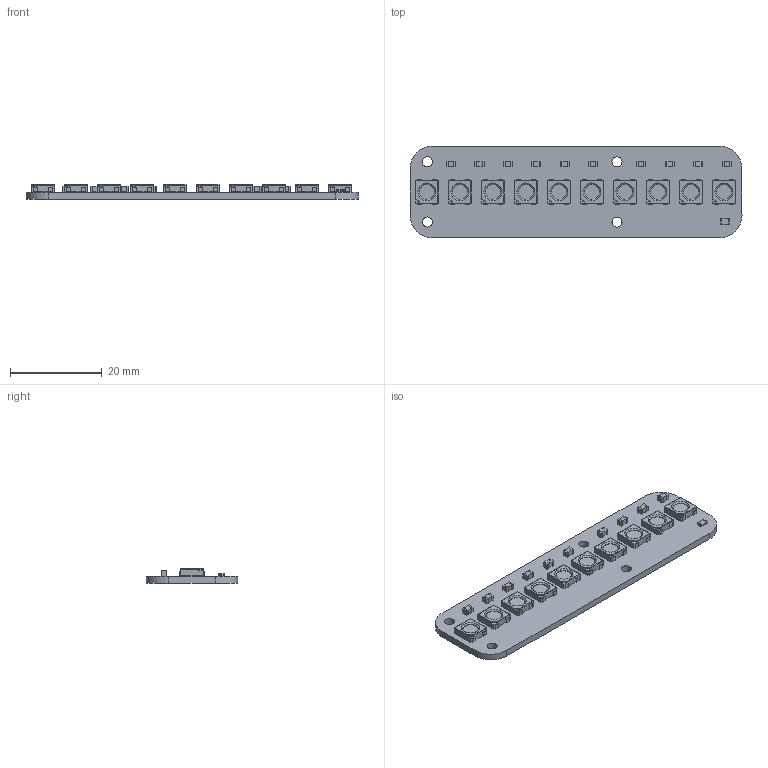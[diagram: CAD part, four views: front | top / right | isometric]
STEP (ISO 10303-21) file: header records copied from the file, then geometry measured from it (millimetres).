
FILE_DESCRIPTION(('KiCad electronic assembly'),'2;1');
FILE_NAME('CAD.step','2025-07-20T20:49:19',('Pcbnew'),('Kicad'), 'Open CASCADE STEP processor 7.8','KiCad to STEP converter','Unknown' );
FILE_SCHEMA(('AUTOMOTIVE_DESIGN { 1 0 10303 214 1 1 1 1 }'));
Length unit declared in the file: millimetre
Products named in the file (5): CAD 1; C_0805_2012Metric; LED_WS2812B_PLCC4_5.0x5.0mm_P3.2mm; R_0805_2012Metric; disturbance-free-calling_PCB
Assembly tree (22 placements, depth 2):
  CAD 1
    C_0805_2012Metric  x10
    LED_WS2812B_PLCC4_5.0x5.0mm_P3.2mm  x10
    R_0805_2012Metric
    disturbance-free-calling_PCB
Bounding box: 72.53 x 20 x 3.19 mm (x, y, z)
Volume: 2508.2 mm3; surface area: 4187.6 mm2
Topology: 22 solids, 22 shells, 1000 faces, 2834 edges, 1868 vertices
Faces by surface type: plane 634, cylinder 356, cone 10
Full cylindrical faces by diameter (mm): 2.2 x4, 3.333 x10
Entity records: 5461 total; most frequent: DIRECTION 791, CARTESIAN_POINT 784, ORIENTED_EDGE 754, EDGE_CURVE 377, LINE 281, VECTOR 281, AXIS2_PLACEMENT_3D 255, VERTEX_POINT 248
